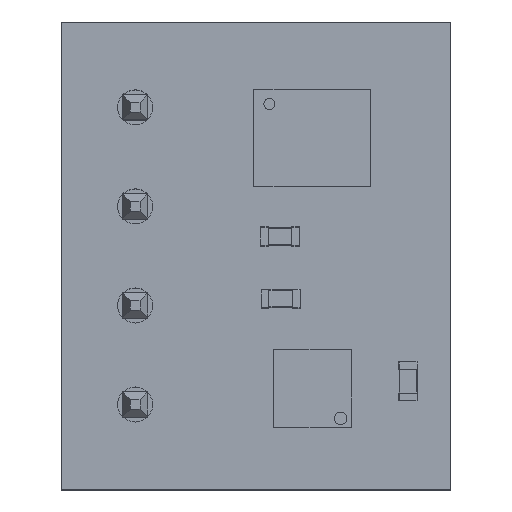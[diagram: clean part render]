
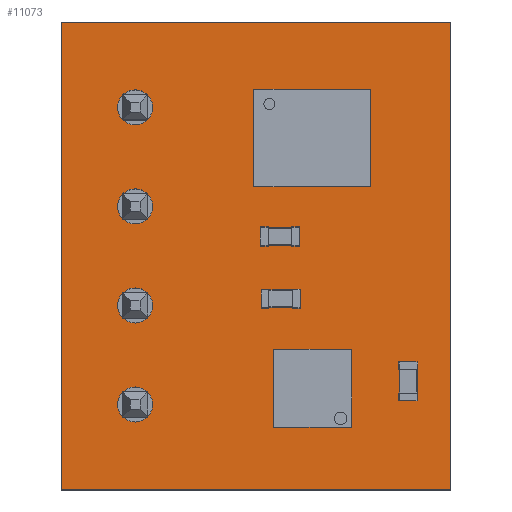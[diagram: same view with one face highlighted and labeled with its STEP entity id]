
A CAD part, top view. The second image highlights one B-rep face of the part: STEP entity #11073.
In plain terms, the highlighted planar face has unit normal (0, 0, 1).
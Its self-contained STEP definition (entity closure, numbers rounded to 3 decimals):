
#127=FACE_BOUND('',#4284,.T.);
#128=FACE_BOUND('',#4285,.T.);
#129=FACE_BOUND('',#4286,.T.);
#130=FACE_BOUND('',#4287,.T.);
#1098=LINE('',#16866,#2536);
#1102=LINE('',#16874,#2540);
#1104=LINE('',#16878,#2542);
#1108=LINE('',#16893,#2546);
#2536=VECTOR('',#13844,1.);
#2540=VECTOR('',#13850,1.);
#2542=VECTOR('',#13854,1.);
#2546=VECTOR('',#13870,1.);
#3601=FACE_OUTER_BOUND('',#4283,.T.);
#4283=EDGE_LOOP('',(#8757,#8758,#8759,#8760));
#4284=EDGE_LOOP('',(#8761));
#4285=EDGE_LOOP('',(#8762));
#4286=EDGE_LOOP('',(#8763));
#4287=EDGE_LOOP('',(#8764));
#4623=CIRCLE('',#11906,0.45);
#4624=CIRCLE('',#11907,0.45);
#4625=CIRCLE('',#11908,0.45);
#4626=CIRCLE('',#11909,0.45);
#5176=VERTEX_POINT('',#16863);
#5177=VERTEX_POINT('',#16865);
#5180=VERTEX_POINT('',#16872);
#5181=VERTEX_POINT('',#16877);
#5187=VERTEX_POINT('',#16894);
#5188=VERTEX_POINT('',#16896);
#5189=VERTEX_POINT('',#16898);
#5190=VERTEX_POINT('',#16900);
#6420=EDGE_CURVE('',#5176,#5177,#1098,.T.);
#6424=EDGE_CURVE('',#5180,#5176,#1102,.T.);
#6426=EDGE_CURVE('',#5177,#5181,#1104,.T.);
#6434=EDGE_CURVE('',#5181,#5180,#1108,.T.);
#6435=EDGE_CURVE('',#5187,#5187,#4623,.T.);
#6436=EDGE_CURVE('',#5188,#5188,#4624,.T.);
#6437=EDGE_CURVE('',#5189,#5189,#4625,.T.);
#6438=EDGE_CURVE('',#5190,#5190,#4626,.T.);
#8757=ORIENTED_EDGE('',*,*,#6420,.F.);
#8758=ORIENTED_EDGE('',*,*,#6424,.F.);
#8759=ORIENTED_EDGE('',*,*,#6434,.F.);
#8760=ORIENTED_EDGE('',*,*,#6426,.F.);
#8761=ORIENTED_EDGE('',*,*,#6435,.F.);
#8762=ORIENTED_EDGE('',*,*,#6436,.F.);
#8763=ORIENTED_EDGE('',*,*,#6437,.F.);
#8764=ORIENTED_EDGE('',*,*,#6438,.F.);
#10429=PLANE('',#11905);
#11073=ADVANCED_FACE('',(#3601,#127,#128,#129,#130),#10429,.F.);
#11905=AXIS2_PLACEMENT_3D('',#16892,#13868,#13869);
#11906=AXIS2_PLACEMENT_3D('',#16895,#13871,#13872);
#11907=AXIS2_PLACEMENT_3D('',#16897,#13873,#13874);
#11908=AXIS2_PLACEMENT_3D('',#16899,#13875,#13876);
#11909=AXIS2_PLACEMENT_3D('',#16901,#13877,#13878);
#13844=DIRECTION('',(-1.,0.,0.));
#13850=DIRECTION('',(0.,-1.,0.));
#13854=DIRECTION('',(0.,1.,0.));
#13868=DIRECTION('center_axis',(0.,0.,-1.));
#13869=DIRECTION('ref_axis',(-1.,0.,0.));
#13870=DIRECTION('',(1.,0.,0.));
#13871=DIRECTION('center_axis',(0.,0.,1.));
#13872=DIRECTION('ref_axis',(1.,0.,0.));
#13873=DIRECTION('center_axis',(0.,0.,1.));
#13874=DIRECTION('ref_axis',(1.,0.,0.));
#13875=DIRECTION('center_axis',(0.,0.,1.));
#13876=DIRECTION('ref_axis',(1.,0.,0.));
#13877=DIRECTION('center_axis',(0.,0.,1.));
#13878=DIRECTION('ref_axis',(1.,0.,0.));
#16863=CARTESIAN_POINT('',(130.6,-86.7,1.58));
#16865=CARTESIAN_POINT('',(120.6,-86.7,1.58));
#16866=CARTESIAN_POINT('',(130.6,-86.7,1.58));
#16872=CARTESIAN_POINT('',(130.6,-74.7,1.58));
#16874=CARTESIAN_POINT('',(130.6,-74.7,1.58));
#16877=CARTESIAN_POINT('',(120.6,-74.7,1.58));
#16878=CARTESIAN_POINT('',(120.6,-86.7,1.58));
#16892=CARTESIAN_POINT('Origin',(125.6,-80.7,1.58));
#16893=CARTESIAN_POINT('',(120.6,-74.7,1.58));
#16894=CARTESIAN_POINT('',(122.05,-84.51,1.58));
#16895=CARTESIAN_POINT('Origin',(122.5,-84.51,1.58));
#16896=CARTESIAN_POINT('',(122.05,-81.97,1.58));
#16897=CARTESIAN_POINT('Origin',(122.5,-81.97,1.58));
#16898=CARTESIAN_POINT('',(122.05,-79.43,1.58));
#16899=CARTESIAN_POINT('Origin',(122.5,-79.43,1.58));
#16900=CARTESIAN_POINT('',(122.05,-76.89,1.58));
#16901=CARTESIAN_POINT('Origin',(122.5,-76.89,1.58));
